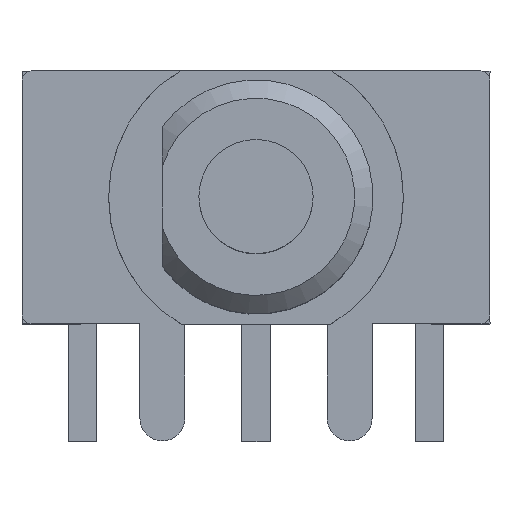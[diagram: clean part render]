
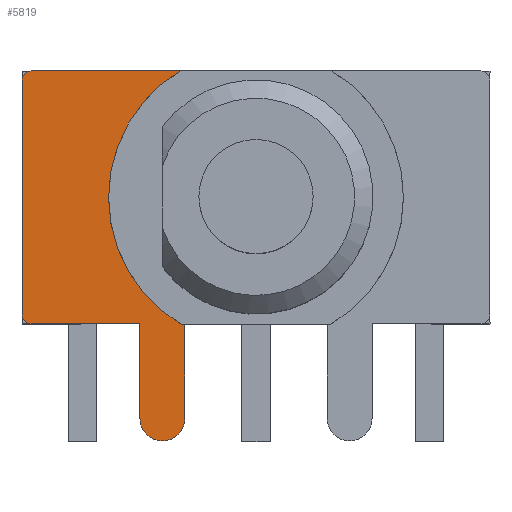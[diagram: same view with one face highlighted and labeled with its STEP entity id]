
A CAD part, top view. The second image highlights one B-rep face of the part: STEP entity #5819.
In plain terms, the highlighted planar face has unit normal (0, 0, 1).
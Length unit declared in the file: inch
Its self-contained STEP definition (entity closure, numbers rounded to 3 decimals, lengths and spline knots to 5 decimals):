
#304=FACE_OUTER_BOUND('',#647,.T.);
#647=EDGE_LOOP('',(#3840,#3841,#3842,#3843,#3844,#3845,#3846,#3847,#3848,
#3849));
#1004=LINE('',#8144,#1626);
#1005=LINE('',#8148,#1627);
#1006=LINE('',#8152,#1628);
#1007=LINE('',#8154,#1629);
#1008=LINE('',#8158,#1630);
#1009=LINE('',#8159,#1631);
#1626=VECTOR('',#6636,0.3937);
#1627=VECTOR('',#6639,0.3937);
#1628=VECTOR('',#6642,0.3937);
#1629=VECTOR('',#6643,0.3937);
#1630=VECTOR('',#6646,0.3937);
#1631=VECTOR('',#6647,0.3937);
#2248=CIRCLE('',#6189,0.15748);
#2249=CIRCLE('',#6190,0.00984);
#2250=CIRCLE('',#6191,0.00984);
#2251=CIRCLE('',#6192,0.02402);
#2385=VERTEX_POINT('',#8140);
#2386=VERTEX_POINT('',#8141);
#2387=VERTEX_POINT('',#8143);
#2388=VERTEX_POINT('',#8145);
#2389=VERTEX_POINT('',#8147);
#2390=VERTEX_POINT('',#8149);
#2391=VERTEX_POINT('',#8151);
#2392=VERTEX_POINT('',#8153);
#2393=VERTEX_POINT('',#8155);
#2394=VERTEX_POINT('',#8157);
#2951=EDGE_CURVE('',#2385,#2386,#2248,.T.);
#2952=EDGE_CURVE('',#2387,#2386,#1004,.T.);
#2953=EDGE_CURVE('',#2388,#2387,#2249,.T.);
#2954=EDGE_CURVE('',#2389,#2388,#1005,.T.);
#2955=EDGE_CURVE('',#2390,#2389,#2250,.T.);
#2956=EDGE_CURVE('',#2391,#2390,#1006,.T.);
#2957=EDGE_CURVE('',#2392,#2391,#1007,.T.);
#2958=EDGE_CURVE('',#2393,#2392,#2251,.T.);
#2959=EDGE_CURVE('',#2394,#2393,#1008,.T.);
#2960=EDGE_CURVE('',#2394,#2385,#1009,.T.);
#3840=ORIENTED_EDGE('',*,*,#2951,.T.);
#3841=ORIENTED_EDGE('',*,*,#2952,.F.);
#3842=ORIENTED_EDGE('',*,*,#2953,.F.);
#3843=ORIENTED_EDGE('',*,*,#2954,.F.);
#3844=ORIENTED_EDGE('',*,*,#2955,.F.);
#3845=ORIENTED_EDGE('',*,*,#2956,.F.);
#3846=ORIENTED_EDGE('',*,*,#2957,.F.);
#3847=ORIENTED_EDGE('',*,*,#2958,.F.);
#3848=ORIENTED_EDGE('',*,*,#2959,.F.);
#3849=ORIENTED_EDGE('',*,*,#2960,.T.);
#5618=PLANE('',#6188);
#5819=ADVANCED_FACE('',(#304),#5618,.F.);
#6188=AXIS2_PLACEMENT_3D('',#8139,#6632,#6633);
#6189=AXIS2_PLACEMENT_3D('',#8142,#6634,#6635);
#6190=AXIS2_PLACEMENT_3D('',#8146,#6637,#6638);
#6191=AXIS2_PLACEMENT_3D('',#8150,#6640,#6641);
#6192=AXIS2_PLACEMENT_3D('',#8156,#6644,#6645);
#6632=DIRECTION('center_axis',(0.,0.,
-1.));
#6633=DIRECTION('ref_axis',(0.,1.,0.));
#6634=DIRECTION('center_axis',(0.,0.,
-1.));
#6635=DIRECTION('ref_axis',(0.506,-0.863,0.));
#6636=DIRECTION('',(1.,0.,0.));
#6637=DIRECTION('center_axis',(0.,0.,
-1.));
#6638=DIRECTION('ref_axis',(-0.707,0.707,0.));
#6639=DIRECTION('',(0.,1.,0.));
#6640=DIRECTION('center_axis',(0.,0.,
-1.));
#6641=DIRECTION('ref_axis',(-0.707,-0.707,0.));
#6642=DIRECTION('',(-1.,0.,0.));
#6643=DIRECTION('',(0.,1.,0.));
#6644=DIRECTION('center_axis',(0.,0.,
-1.));
#6645=DIRECTION('ref_axis',(1.,0.,0.));
#6646=DIRECTION('',(0.,-1.,0.));
#6647=DIRECTION('',(-1.,0.,0.));
#8139=CARTESIAN_POINT('Origin',(0.,-0.04995,
0.43071));
#8140=CARTESIAN_POINT('',(-0.07969,-0.13583,0.43071));
#8141=CARTESIAN_POINT('',(-0.08102,0.13504,0.43071));
#8142=CARTESIAN_POINT('Origin',(0.,0.,
0.43071));
#8143=CARTESIAN_POINT('',(-0.24016,0.13504,0.43071));
#8144=CARTESIAN_POINT('',(-0.25,0.13504,0.43071));
#8145=CARTESIAN_POINT('',(-0.25,0.1252,0.43071));
#8146=CARTESIAN_POINT('Origin',(-0.24016,0.1252,0.43071));
#8147=CARTESIAN_POINT('',(-0.25,-0.1252,0.43071));
#8148=CARTESIAN_POINT('',(-0.25,-0.13504,0.43071));
#8149=CARTESIAN_POINT('',(-0.24016,-0.13504,0.43071));
#8150=CARTESIAN_POINT('Origin',(-0.24016,-0.1252,0.43071));
#8151=CARTESIAN_POINT('',(-0.12402,-0.13504,0.43071));
#8152=CARTESIAN_POINT('',(-0.12402,-0.13504,0.43071));
#8153=CARTESIAN_POINT('',(-0.12402,-0.23622,0.43071));
#8154=CARTESIAN_POINT('',(-0.12402,-0.23622,0.43071));
#8155=CARTESIAN_POINT('',(-0.07598,-0.23622,0.43071));
#8156=CARTESIAN_POINT('Origin',(-0.1,-0.23622,0.43071));
#8157=CARTESIAN_POINT('',(-0.07598,-0.13583,0.43071));
#8158=CARTESIAN_POINT('',(-0.07598,-0.13504,0.43071));
#8159=CARTESIAN_POINT('',(0.07969,-0.13583,0.43071));
